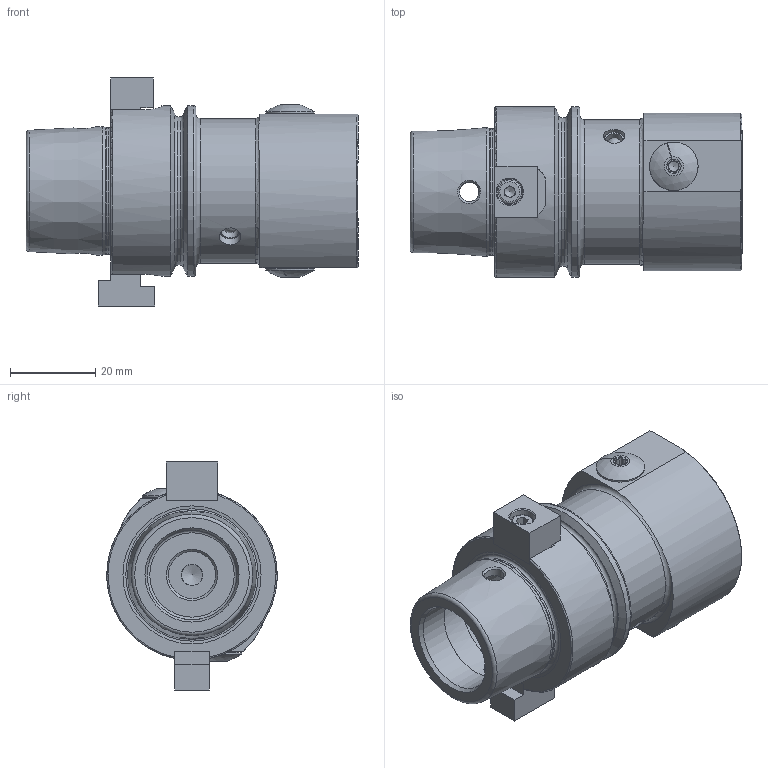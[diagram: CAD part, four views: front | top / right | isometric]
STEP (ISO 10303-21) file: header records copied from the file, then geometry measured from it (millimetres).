
FILE_DESCRIPTION (( 'STEP AP214' ), '1' );
FILE_NAME ('HW4.LW3.R21.058.STEP', '2022-06-20T13:36:25', ( '' ), ( '' ), 'SwSTEP 2.0', 'SolidWorks 2017', '' );
FILE_SCHEMA (( 'AUTOMOTIVE_DESIGN' ));
Length unit declared in the file: millimetre
Products named in the file (9): HW4-ER1.010.012_A; HW4-LW3.R21.058_A; HW4.LW3.R21.058; LW3-ER1.012.014_C_Standard<Wie bearbeitet>; KVT_MB_600_050; DIN 3771 - 7x1; HW4-ER1.013.008_A; HW4-ER2.004.010_A; LW3-ER1.012.014
Assembly tree (12 placements, depth 3):
  HW4.LW3.R21.058
    HW4-LW3.R21.058_A
    LW3-ER1.012.014  x2
      LW3-ER1.012.014_C_Standard<Wie bearbeitet>
      DIN 3771 - 7x1
    HW4-ER2.004.010_A  x2
    HW4-ER1.010.012_A
    HW4-ER1.013.008_A
    KVT_MB_600_050  x2
Bounding box: 77.9 x 40 x 53.5 mm (x, y, z)
Volume: 61857.5 mm3; surface area: 20914.4 mm2
Topology: 15 solids, 15 shells, 387 faces, 925 edges, 565 vertices
Faces by surface type: plane 146, cylinder 123, cone 65, torus 29, bspline 14, sphere 10
Full cylindrical faces by diameter (mm): 1 x2, 2.4 x2, 3.3 x2, 4 x4, 4.2 x6, 4.6 x2, 5 x7, 5.5 x2, 6 x2, 7 x2, 7.7 x4, 9.213 x2, 9.5 x10, 11 x1, 11.4 x2, 12.5 x1, 21 x2, 25.5 x1, 29.7 x1, 34 x1, 34.75 x1, 40 x2
Entity records: 10795 total; most frequent: CARTESIAN_POINT 4866, DIRECTION 1165, ORIENTED_EDGE 990, EDGE_CURVE 495, AXIS2_PLACEMENT_3D 494, EDGE_LOOP 404, VERTEX_POINT 359, FACE_OUTER_BOUND 327
